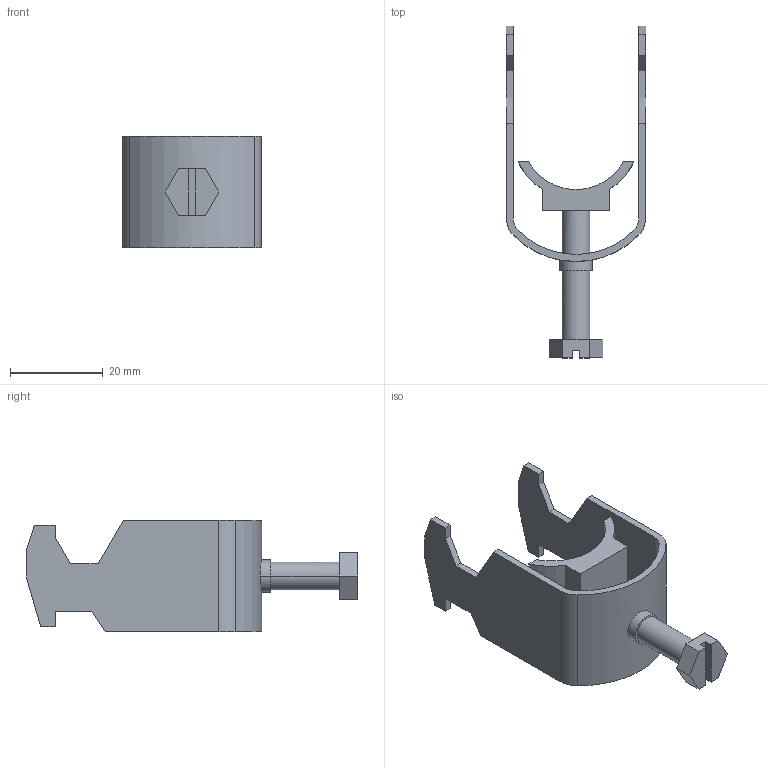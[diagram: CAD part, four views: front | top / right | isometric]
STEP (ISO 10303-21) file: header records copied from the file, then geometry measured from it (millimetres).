
FILE_DESCRIPTION(('SolidDesigner STEP Export'),'2;1');
FILE_NAME('3240255_WCC_26-select.stp','2013-09-13T14:16:40',(''),(''),'Creo Elements/Direct Modeling STEP processor for AP214 (Solid Model)','Creo Elements/Direct Modeling 18.1B 29-Sep-2012 (C) Parametric Technology GmbH','');
FILE_SCHEMA(('AUTOMOTIVE_DESIGN { 1 0 10303 214 1 1 1 1 }'));
Length unit declared in the file: millimetre
Products named in the file (2): 3240255_WCC_26-select
Assembly tree (1 placements, depth 2):
  3240255_WCC_26-select
    3240255_WCC_26-select
Bounding box: 30 x 71.6 x 24 mm (x, y, z)
Volume: 7226.4 mm3; surface area: 8003.4 mm2
Topology: 1 solids, 1 shells, 65 faces, 176 edges, 118 vertices
Faces by surface type: plane 50, cylinder 15
Entity records: 3279 total; most frequent: CARTESIAN_POINT 1095, ORIENTED_EDGE 352, DIRECTION 310, EDGE_CURVE 176, VECTOR 140, LINE 140, VERTEX_POINT 118, AXIS2_PLACEMENT_3D 85
